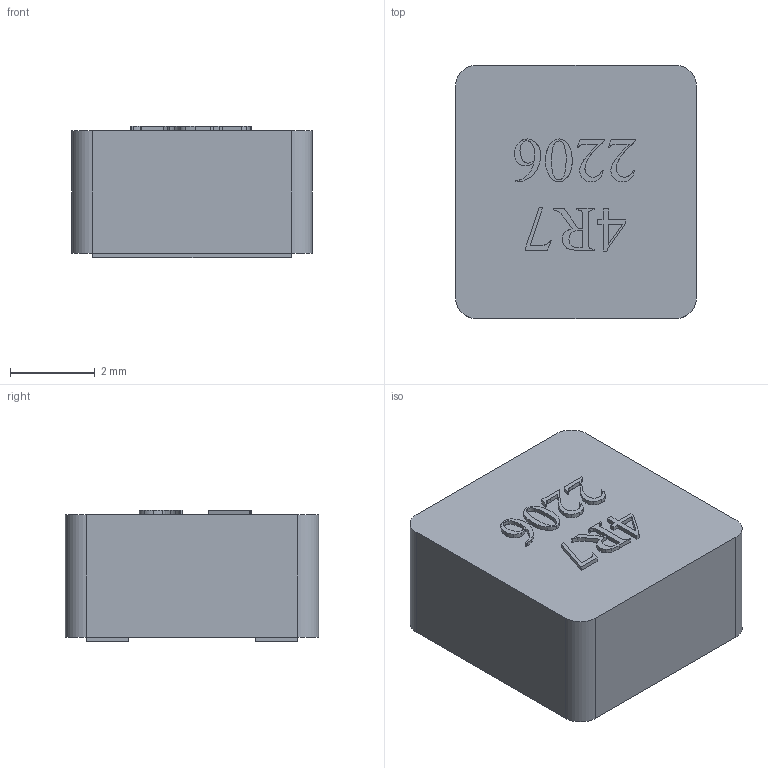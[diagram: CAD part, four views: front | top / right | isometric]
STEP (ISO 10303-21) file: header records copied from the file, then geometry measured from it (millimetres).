
FILE_DESCRIPTION(/* description */ (''),/* implementation_level */ '2;1');
FILE_NAME(/* name */ 'EXLA1V0505-4R7-R_.step',/* time_stamp */ '2025-03-30T18:43:09+03:00',/* author */ (''),/* organization */ (''),/* preprocessor_version */ 'ST-DEVELOPER v20',/* originating_system */ 'Autodesk Translation Framework v13.20.0.188',/* authorisation */ '');
FILE_SCHEMA (('AUTOMOTIVE_DESIGN { 1 0 10303 214 3 1 1 }'));
Length unit declared in the file: millimetre
Products named in the file (1): EXLA1V0505-4R7-R  - 6*5.7*2.9mm
Bounding box: 5.7 x 6 x 3.1 mm (x, y, z)
Volume: 99.6 mm3; surface area: 138.9 mm2
Topology: 1 solids, 1 shells, 185 faces, 510 edges, 340 vertices
Faces by surface type: bspline 103, plane 78, cylinder 4
Entity records: 6865 total; most frequent: CARTESIAN_POINT 2787, ORIENTED_EDGE 1020, EDGE_CURVE 510, DIRECTION 478, VERTEX_POINT 340, LINE 296, VECTOR 296, B_SPLINE_CURVE_WITH_KNOTS 206
